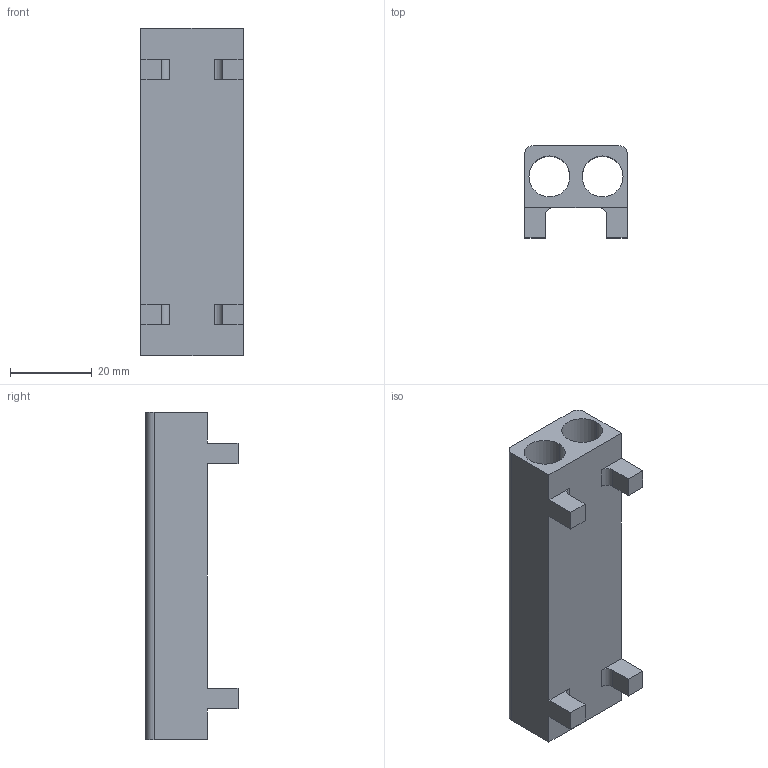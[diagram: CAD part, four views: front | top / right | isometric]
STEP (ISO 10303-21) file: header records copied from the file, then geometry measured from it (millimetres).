
FILE_DESCRIPTION (( 'STEP AP214' ), '1' );
FILE_NAME ('TUBE2.STEP', '2024-12-01T16:35:29', ( '' ), ( '' ), 'SwSTEP 2.0', 'SolidWorks 2023', '' );
FILE_SCHEMA (( 'AUTOMOTIVE_DESIGN' ));
Length unit declared in the file: centimetre
Products named in the file (1): TUBE2
Bounding box: 25 x 22.5 x 80 mm (x, y, z)
Volume: 18053.5 mm3; surface area: 12354.3 mm2
Topology: 1 solids, 1 shells, 112 faces, 306 edges, 204 vertices
Faces by surface type: plane 80, bspline 22, cylinder 10
Entity records: 4733 total; most frequent: CARTESIAN_POINT 1989, ORIENTED_EDGE 612, DIRECTION 464, EDGE_CURVE 306, LINE 242, VECTOR 242, VERTEX_POINT 204, EDGE_LOOP 124
